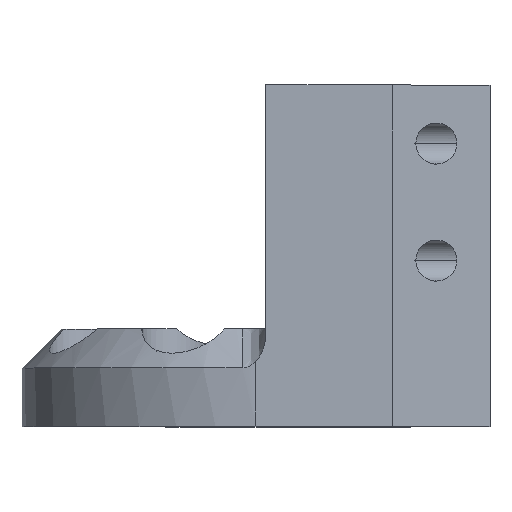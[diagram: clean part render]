
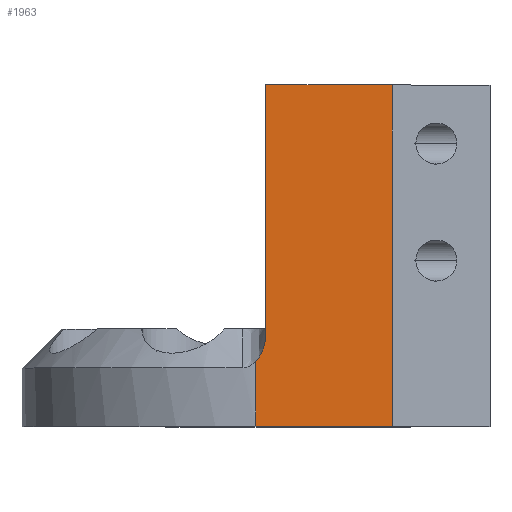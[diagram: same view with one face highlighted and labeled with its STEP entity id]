
A CAD part, top view. The second image highlights one B-rep face of the part: STEP entity #1963.
In plain terms, the highlighted planar face has unit normal (0, 0, 1).
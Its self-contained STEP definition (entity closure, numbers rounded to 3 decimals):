
#12 = CARTESIAN_POINT ( 'NONE',  ( 0.168, -10.659, 24. ) ) ;
#29 = CARTESIAN_POINT ( 'NONE',  ( 0., -17.5, 24. ) ) ;
#190 = CARTESIAN_POINT ( 'NONE',  ( 0.718, -9.648, 24. ) ) ;
#204 = CARTESIAN_POINT ( 'NONE',  ( 0.993, -8.333, 24. ) ) ;
#279 = VERTEX_POINT ( 'NONE', #815 ) ;
#289 = ORIENTED_EDGE ( 'NONE', *, *, #1299, .F. ) ;
#302 = CARTESIAN_POINT ( 'NONE',  ( 0., 17.5, 24. ) ) ;
#318 = LINE ( 'NONE', #583, #1340 ) ;
#419 = CARTESIAN_POINT ( 'NONE',  ( 0.882, -9.096, 24. ) ) ;
#533 = VERTEX_POINT ( 'NONE', #648 ) ;
#550 = ORIENTED_EDGE ( 'NONE', *, *, #2290, .T. ) ;
#574 = VERTEX_POINT ( 'NONE', #2493 ) ;
#583 = CARTESIAN_POINT ( 'NONE',  ( 0., -17.5, 24. ) ) ;
#644 = CARTESIAN_POINT ( 'NONE',  ( 0.974, -8.524, 24. ) ) ;
#648 = CARTESIAN_POINT ( 'NONE',  ( 0., -17.5, 24. ) ) ;
#659 = CARTESIAN_POINT ( 'NONE',  ( 0.825, -9.311, 24. ) ) ;
#673 = CARTESIAN_POINT ( 'NONE',  ( 0.779, -9.463, 24. ) ) ;
#699 = EDGE_CURVE ( 'NONE', #279, #1605, #1883, .T. ) ;
#709 = CARTESIAN_POINT ( 'NONE',  ( 1., 17.5, 24. ) ) ;
#815 = CARTESIAN_POINT ( 'NONE',  ( 1., -8.011, 24. ) ) ;
#818 = VECTOR ( 'NONE', #1930, 1000. ) ;
#866 = VECTOR ( 'NONE', #1232, 1000. ) ;
#868 = CARTESIAN_POINT ( 'NONE',  ( 0.503, -10.126, 24. ) ) ;
#882 = CARTESIAN_POINT ( 'NONE',  ( 0.92, -8.906, 24. ) ) ;
#894 = CARTESIAN_POINT ( 'NONE',  ( 0.959, -8.651, 24. ) ) ;
#1136 = CARTESIAN_POINT ( 'NONE',  ( 0.48, -10.167, 24. ) ) ;
#1231 = VERTEX_POINT ( 'NONE', #1805 ) ;
#1232 = DIRECTION ( 'NONE',  ( 1., 0., 0. ) ) ;
#1237 = DIRECTION ( 'NONE',  ( 0., 1., 0. ) ) ;
#1299 = EDGE_CURVE ( 'NONE', #1605, #2322, #2098, .T. ) ;
#1302 = CARTESIAN_POINT ( 'NONE',  ( 0.648, -9.829, 24. ) ) ;
#1326 = CARTESIAN_POINT ( 'NONE',  ( 0.458, -10.207, 24. ) ) ;
#1340 = VECTOR ( 'NONE', #1237, 1000. ) ;
#1388 = VECTOR ( 'NONE', #2491, 1000. ) ;
#1457 = DIRECTION ( 'NONE',  ( 0., 0., 1. ) ) ;
#1461 = CARTESIAN_POINT ( 'NONE',  ( 1., -17.5, 24. ) ) ;
#1549 = ORIENTED_EDGE ( 'NONE', *, *, #2009, .F. ) ;
#1551 = CARTESIAN_POINT ( 'NONE',  ( 0.951, -8.713, 24. ) ) ;
#1605 = VERTEX_POINT ( 'NONE', #709 ) ;
#1657 = CARTESIAN_POINT ( 'NONE',  ( 14., 17.5, 24. ) ) ;
#1695 = PLANE ( 'NONE',  #2750 ) ;
#1780 = CARTESIAN_POINT ( 'NONE',  ( 0.77, -9.492, 24. ) ) ;
#1805 = CARTESIAN_POINT ( 'NONE',  ( 14., -17.5, 24. ) ) ;
#1832 = EDGE_CURVE ( 'NONE', #279, #574, #2908, .T. ) ;
#1854 = ORIENTED_EDGE ( 'NONE', *, *, #1832, .T. ) ;
#1883 = LINE ( 'NONE', #1461, #818 ) ;
#1885 = EDGE_CURVE ( 'NONE', #533, #1231, #2328, .T. ) ;
#1911 = FACE_OUTER_BOUND ( 'NONE', #2839, .T. ) ;
#1930 = DIRECTION ( 'NONE',  ( 0., 1., 0. ) ) ;
#1963 = ADVANCED_FACE ( 'NONE', ( #1911 ), #1695, .T. ) ;
#1971 = CARTESIAN_POINT ( 'NONE',  ( 0., -10.837, 24. ) ) ;
#1998 = CARTESIAN_POINT ( 'NONE',  ( 1., -8.011, 24. ) ) ;
#2009 = EDGE_CURVE ( 'NONE', #533, #574, #318, .T. ) ;
#2024 = CARTESIAN_POINT ( 'NONE',  ( 0.318, -10.453, 24. ) ) ;
#2098 = LINE ( 'NONE', #302, #866 ) ;
#2200 = CARTESIAN_POINT ( 'NONE',  ( 0.465, -10.195, 24. ) ) ;
#2274 = ORIENTED_EDGE ( 'NONE', *, *, #699, .F. ) ;
#2290 = EDGE_CURVE ( 'NONE', #1231, #2322, #2602, .T. ) ;
#2322 = VERTEX_POINT ( 'NONE', #1657 ) ;
#2328 = LINE ( 'NONE', #29, #1388 ) ;
#2340 = CARTESIAN_POINT ( 'NONE',  ( 14., -17.5, 24. ) ) ;
#2394 = VECTOR ( 'NONE', #2817, 1000. ) ;
#2410 = DIRECTION ( 'NONE',  ( 1., 0., 0. ) ) ;
#2479 = CARTESIAN_POINT ( 'NONE',  ( 0.553, -10.029, 24. ) ) ;
#2491 = DIRECTION ( 'NONE',  ( 1., 0., 0. ) ) ;
#2493 = CARTESIAN_POINT ( 'NONE',  ( 0., -10.837, 24. ) ) ;
#2519 = ORIENTED_EDGE ( 'NONE', *, *, #1885, .T. ) ;
#2602 = LINE ( 'NONE', #2340, #2394 ) ;
#2622 = CARTESIAN_POINT ( 'NONE',  ( 0., -17.5, 24. ) ) ;
#2654 = CARTESIAN_POINT ( 'NONE',  ( 1., -8.14, 24. ) ) ;
#2695 = CARTESIAN_POINT ( 'NONE',  ( 0.798, -9.402, 24. ) ) ;
#2750 = AXIS2_PLACEMENT_3D ( 'NONE', #2622, #1457, #2410 ) ;
#2817 = DIRECTION ( 'NONE',  ( 0., 1., 0. ) ) ;
#2839 = EDGE_LOOP ( 'NONE', ( #2274, #1854, #1549, #2519, #550, #289 ) ) ;
#2908 = B_SPLINE_CURVE_WITH_KNOTS ( 'NONE', 3,
 ( #1998, #2654, #204, #644, #894, #1551, #882, #419, #659, #2695, #673, #1780, #190, #1302, #2479, #868, #1136, #2200, #1326, #2024, #12, #1971 ),
 .UNSPECIFIED., .F., .F.,
 ( 4, 1, 2, 2, 1, 1, 2, 2, 1, 1, 1, 2, 2, 4 ),
 ( 0., 0.125, 0.187, 0.25, 0.375, 0.437, 0.469, 0.5, 0.625, 0.687, 0.719, 0.734, 0.75, 1. ),
 .UNSPECIFIED. ) ;
